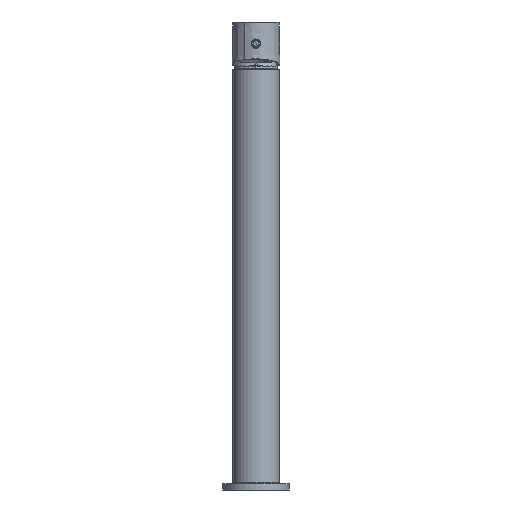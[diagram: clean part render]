
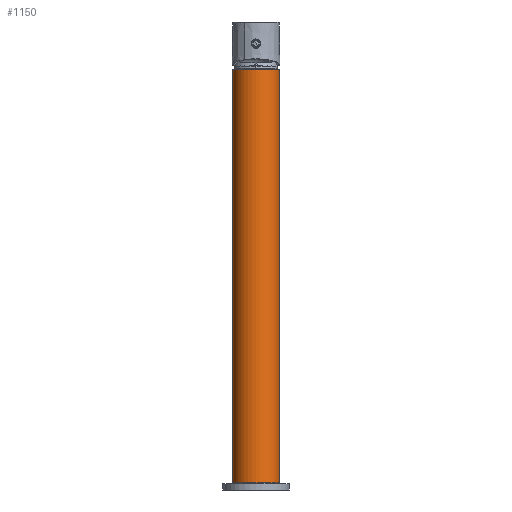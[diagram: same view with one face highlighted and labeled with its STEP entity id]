
A CAD part, front view. The second image highlights one B-rep face of the part: STEP entity #1150.
In plain terms, the highlighted cylindrical face has radius 16 mm (diameter 32 mm), a partial arc.
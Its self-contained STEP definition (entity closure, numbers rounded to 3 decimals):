
#1042=CARTESIAN_POINT('Vertex',(16.,0.,14.)) ;
#1044=CARTESIAN_POINT('Vertex',(-16.,0.,14.)) ;
#1047=CARTESIAN_POINT('Axis2P3D Location',(0.,0.,14.)) ;
#1104=CARTESIAN_POINT('Axis2P3D Location',(0.,0.,-129.5)) ;
#1109=CARTESIAN_POINT('Line Origine',(16.,0.,-129.5)) ;
#1113=CARTESIAN_POINT('Vertex',(16.,0.,-273.)) ;
#1120=CARTESIAN_POINT('Vertex',(-16.,0.,-273.)) ;
#1123=CARTESIAN_POINT('Line Origine',(-16.,0.,-129.5)) ;
#1139=CARTESIAN_POINT('Axis2P3D Location',(0.,0.,-273.)) ;
#1111=VECTOR('Line Direction',#1110,1.) ;
#1125=VECTOR('Line Direction',#1124,1.) ;
#1048=DIRECTION('Axis2P3D Direction',(0.,0.,1.)) ;
#1105=DIRECTION('Axis2P3D Direction',(0.,0.,1.)) ;
#1106=DIRECTION('Axis2P3D XDirection',(1.,0.,0.)) ;
#1110=DIRECTION('Vector Direction',(0.,0.,1.)) ;
#1124=DIRECTION('Vector Direction',(0.,0.,1.)) ;
#1140=DIRECTION('Axis2P3D Direction',(0.,0.,1.)) ;
#1049=AXIS2_PLACEMENT_3D('Circle Axis2P3D',#1047,#1048,$) ;
#1107=AXIS2_PLACEMENT_3D('Cylinder Axis2P3D',#1104,#1105,#1106) ;
#1141=AXIS2_PLACEMENT_3D('Circle Axis2P3D',#1139,#1140,$) ;
#1112=LINE('Line',#1109,#1111) ;
#1126=LINE('Line',#1123,#1125) ;
#1050=CIRCLE('generated circle',#1049,16.) ;
#1142=CIRCLE('generated circle',#1141,16.) ;
#1108=CYLINDRICAL_SURFACE('generated cylinder',#1107,16.) ;
#1051=EDGE_CURVE('',#1045,#1043,#1050,.T.) ;
#1115=EDGE_CURVE('',#1114,#1043,#1112,.T.) ;
#1127=EDGE_CURVE('',#1121,#1045,#1126,.T.) ;
#1143=EDGE_CURVE('',#1121,#1114,#1142,.T.) ;
#1145=ORIENTED_EDGE('',*,*,#1127,.F.) ;
#1146=ORIENTED_EDGE('',*,*,#1143,.T.) ;
#1147=ORIENTED_EDGE('',*,*,#1115,.T.) ;
#1148=ORIENTED_EDGE('',*,*,#1051,.F.) ;
#1144=EDGE_LOOP('',(#1145,#1146,#1147,#1148)) ;
#1043=VERTEX_POINT('',#1042) ;
#1045=VERTEX_POINT('',#1044) ;
#1114=VERTEX_POINT('',#1113) ;
#1121=VERTEX_POINT('',#1120) ;
#1150=ADVANCED_FACE('PR9C746.1\\P47439.1\\PartBody',(#1149),#1108,.T.) ;
#1149=FACE_OUTER_BOUND('',#1144,.T.) ;
